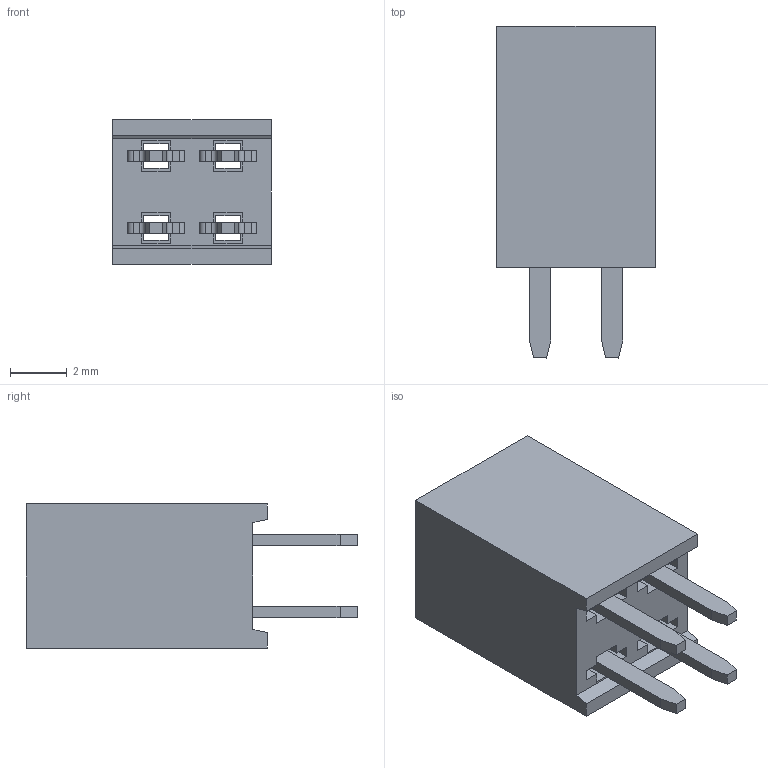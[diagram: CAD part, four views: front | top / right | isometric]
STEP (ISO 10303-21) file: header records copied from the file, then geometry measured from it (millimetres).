
FILE_DESCRIPTION (( 'STEP AP203' ), '1' );
FILE_NAME ('_ _ _C022LFBN-RC.STEP', '2016-08-19T09:09:10', ( 'LUANN HERRING' ), ( 'SULLINS' ), 'SwSTEP 2.0', 'SolidWorks 2015', '' );
FILE_SCHEMA (( 'CONFIG_CONTROL_DESIGN' ));
Length unit declared in the file: inch
Products named in the file (2): _ _ _C022LFBN-RC
Bounding box: 5.58 x 11.7 x 5.08 mm (x, y, z)
Volume: 199.2 mm3; surface area: 568.6 mm2
Topology: 5 solids, 5 shells, 210 faces, 588 edges, 392 vertices
Faces by surface type: plane 162, cylinder 48
Entity records: 6873 total; most frequent: CARTESIAN_POINT 1192, ORIENTED_EDGE 1176, DIRECTION 1108, EDGE_CURVE 588, LINE 492, VECTOR 492, VERTEX_POINT 392, AXIS2_PLACEMENT_3D 308
